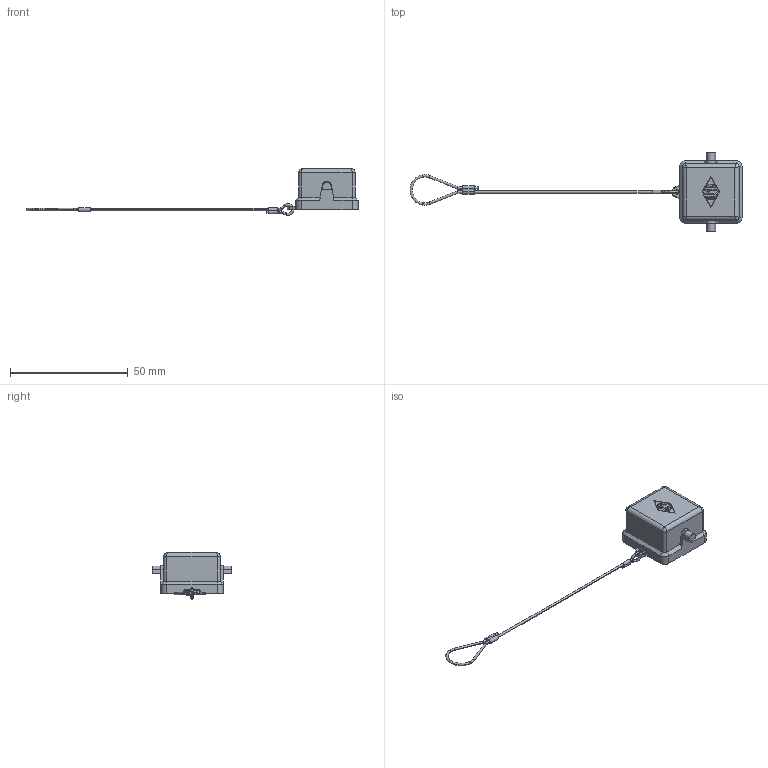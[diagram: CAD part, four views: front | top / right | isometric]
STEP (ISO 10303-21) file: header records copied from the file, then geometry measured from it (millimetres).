
FILE_DESCRIPTION(('Creo Elements/Direct Modeling STEP Export'),'2;1');
FILE_NAME('0ln7uvk49v7qdib4072','2017-03-30T15:41:44',(''),(''),'PTC Creo Elements/Direct Modeling STEP processor for AP214 (Solid Model)','PTC Creo Elements/Direct Modeling 19.0E 27-Jun-2016 (C) Parametric Technology GmbH','');
FILE_SCHEMA(('AUTOMOTIVE_DESIGN { 1 0 10303 214 1 1 1 1 }'));
Length unit declared in the file: millimetre
Products named in the file (1): CKA_03_CS
Bounding box: 141.19 x 33.5 x 20 mm (x, y, z)
Volume: 3901.4 mm3; surface area: 5181.6 mm2
Topology: 1 solids, 1 shells, 205 faces, 530 edges, 332 vertices
Faces by surface type: plane 93, cylinder 82, torus 18, bspline 8, cone 4
Entity records: 8663 total; most frequent: CARTESIAN_POINT 2087, ORIENTED_EDGE 1040, DIRECTION 1022, EDGE_CURVE 520, AXIS2_PLACEMENT_3D 360, VERTEX_POINT 330, VECTOR 302, LINE 302
